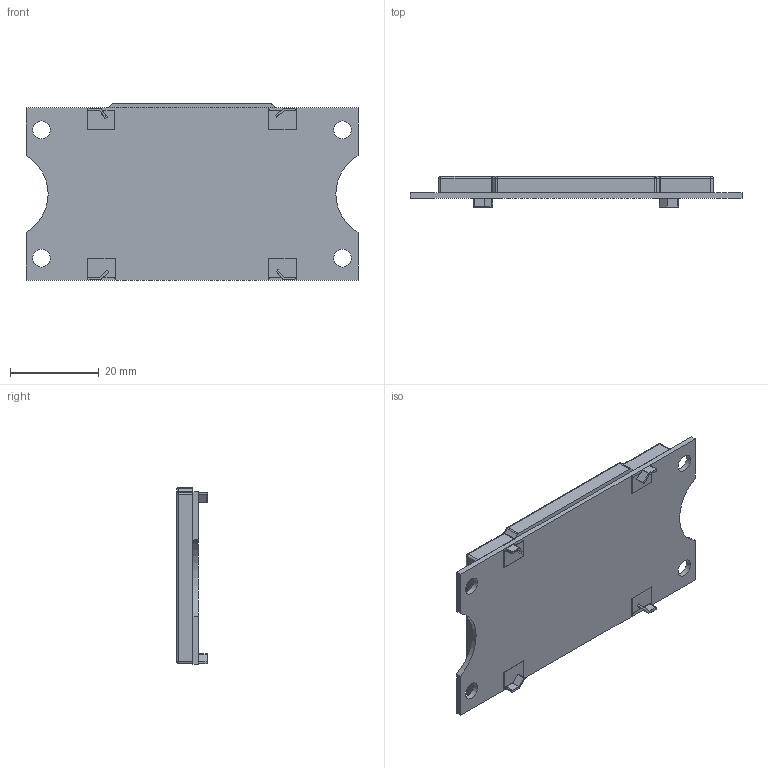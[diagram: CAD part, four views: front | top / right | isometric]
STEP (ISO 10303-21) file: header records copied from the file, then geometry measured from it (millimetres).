
FILE_DESCRIPTION(/* description */ (''),/* implementation_level */ '2;1');
FILE_NAME(/* name */ '242-oled-v2.step',/* time_stamp */ '2017-09-24T01:37:21-05:00',/* author */ (''),/* organization */ (''),/* preprocessor_version */ 'ST-DEVELOPER v16.13',/* originating_system */ 'Autodesk Translation Framework v6.1.1.50',/* authorisation */ '');
FILE_SCHEMA (('AUTOMOTIVE_DESIGN { 1 0 10303 214 3 1 1 }'));
Length unit declared in the file: millimetre
Products named in the file (3): 242-oled-v2 v1 v4; pcb; screen
Assembly tree (2 placements, depth 3):
  242-oled-v2 v1 v4
    pcb
      screen
Bounding box: 75 x 6.95 x 39.9 mm (x, y, z)
Volume: 11520.1 mm3; surface area: 11627.6 mm2
Topology: 6 solids, 6 shells, 206 faces, 485 edges, 294 vertices
Faces by surface type: plane 89, cylinder 88, sphere 14, bspline 12, torus 3
Full cylindrical faces by diameter (mm): 4 x4
Entity records: 6003 total; most frequent: CARTESIAN_POINT 1141, DIRECTION 1054, ORIENTED_EDGE 954, EDGE_CURVE 477, AXIS2_PLACEMENT_3D 382, VERTEX_POINT 293, LINE 290, VECTOR 290
